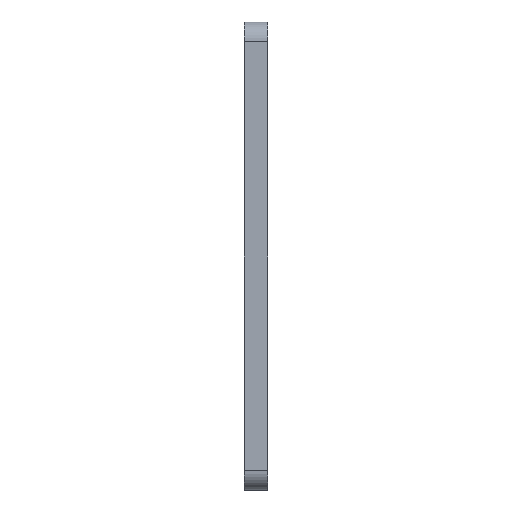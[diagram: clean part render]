
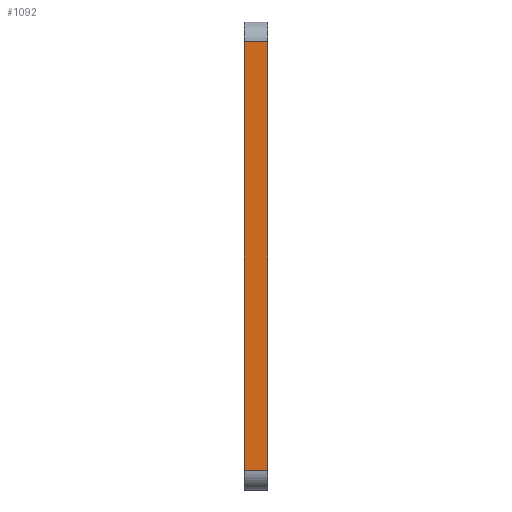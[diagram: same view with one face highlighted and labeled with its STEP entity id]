
A CAD part, left-side view. The second image highlights one B-rep face of the part: STEP entity #1092.
In plain terms, the highlighted planar face has unit normal (-1, 0, 0).
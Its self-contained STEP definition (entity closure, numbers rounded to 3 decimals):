
#15 = AXIS2_PLACEMENT_3D ( 'NONE', #981, #239, #511 ) ;
#141 = LINE ( 'NONE', #1804, #1776 ) ;
#174 = VERTEX_POINT ( 'NONE', #1265 ) ;
#225 = CARTESIAN_POINT ( 'NONE',  ( -55.88, 1.905, -34.925 ) ) ;
#239 = DIRECTION ( 'NONE',  ( 1., 0., 0. ) ) ;
#277 = ORIENTED_EDGE ( 'NONE', *, *, #1544, .F. ) ;
#341 = DIRECTION ( 'NONE',  ( 0., 0., 1. ) ) ;
#463 = CARTESIAN_POINT ( 'NONE',  ( -55.88, 1.905, 38.1 ) ) ;
#511 = DIRECTION ( 'NONE',  ( 0., 0., -1. ) ) ;
#518 = ORIENTED_EDGE ( 'NONE', *, *, #836, .T. ) ;
#583 = CARTESIAN_POINT ( 'NONE',  ( -55.88, -1.905, 34.925 ) ) ;
#685 = LINE ( 'NONE', #463, #1342 ) ;
#724 = ORIENTED_EDGE ( 'NONE', *, *, #1383, .T. ) ;
#808 = CARTESIAN_POINT ( 'NONE',  ( -55.88, -1.905, -34.925 ) ) ;
#836 = EDGE_CURVE ( 'NONE', #1023, #1617, #992, .T. ) ;
#881 = ORIENTED_EDGE ( 'NONE', *, *, #1216, .T. ) ;
#930 = VECTOR ( 'NONE', #1913, 1000. ) ;
#946 = PLANE ( 'NONE',  #15 ) ;
#981 = CARTESIAN_POINT ( 'NONE',  ( -55.88, 1.905, 38.1 ) ) ;
#992 = LINE ( 'NONE', #225, #1550 ) ;
#1023 = VERTEX_POINT ( 'NONE', #1806 ) ;
#1092 = ADVANCED_FACE ( 'NONE', ( #1736 ), #946, .F. ) ;
#1216 = EDGE_CURVE ( 'NONE', #1617, #1386, #141, .T. ) ;
#1265 = CARTESIAN_POINT ( 'NONE',  ( -55.88, 1.905, 34.925 ) ) ;
#1314 = CARTESIAN_POINT ( 'NONE',  ( -55.88, 1.905, 34.925 ) ) ;
#1342 = VECTOR ( 'NONE', #1528, 1000. ) ;
#1383 = EDGE_CURVE ( 'NONE', #1386, #174, #1446, .T. ) ;
#1386 = VERTEX_POINT ( 'NONE', #583 ) ;
#1446 = LINE ( 'NONE', #1314, #930 ) ;
#1528 = DIRECTION ( 'NONE',  ( 0., 0., 1. ) ) ;
#1544 = EDGE_CURVE ( 'NONE', #1023, #174, #685, .T. ) ;
#1550 = VECTOR ( 'NONE', #1589, 1000. ) ;
#1589 = DIRECTION ( 'NONE',  ( 0., -1., 0. ) ) ;
#1617 = VERTEX_POINT ( 'NONE', #808 ) ;
#1736 = FACE_OUTER_BOUND ( 'NONE', #1800, .T. ) ;
#1776 = VECTOR ( 'NONE', #341, 1000. ) ;
#1800 = EDGE_LOOP ( 'NONE', ( #277, #518, #881, #724 ) ) ;
#1804 = CARTESIAN_POINT ( 'NONE',  ( -55.88, -1.905, 38.1 ) ) ;
#1806 = CARTESIAN_POINT ( 'NONE',  ( -55.88, 1.905, -34.925 ) ) ;
#1913 = DIRECTION ( 'NONE',  ( 0., 1., 0. ) ) ;
